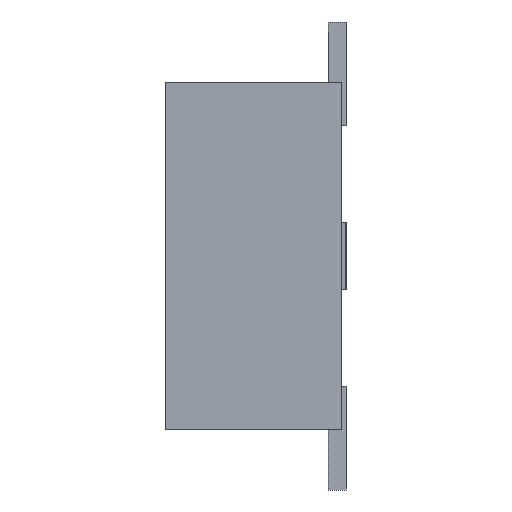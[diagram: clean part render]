
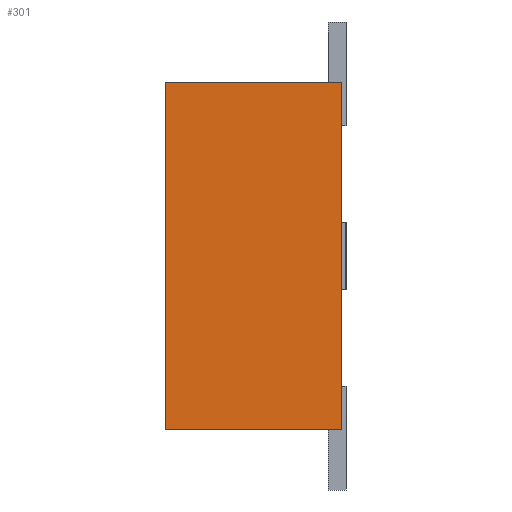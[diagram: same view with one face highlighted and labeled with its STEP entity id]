
A CAD part, left-side view. The second image highlights one B-rep face of the part: STEP entity #301.
In plain terms, the highlighted planar face has unit normal (-1, 0, 0).
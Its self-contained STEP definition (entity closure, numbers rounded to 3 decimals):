
#301=ADVANCED_FACE('',(#864),#865,.T.);
#864=FACE_OUTER_BOUND('',#1560,.T.);
#865=PLANE('',#1561);
#1560=EDGE_LOOP('',(#3412,#3413,#3414,#3415));
#1561=AXIS2_PLACEMENT_3D('',#3416,#3417,#3418);
#3412=ORIENTED_EDGE('',*,*,#4711,.T.);
#3413=ORIENTED_EDGE('',*,*,#5201,.F.);
#3414=ORIENTED_EDGE('',*,*,#5047,.F.);
#3415=ORIENTED_EDGE('',*,*,#5200,.F.);
#3416=CARTESIAN_POINT('',(-3.13,0.0,0.77));
#3417=DIRECTION('',(-1.0,0.0,0.0));
#3418=DIRECTION('',(0.0,0.0,1.0));
#4711=EDGE_CURVE('',#5721,#5719,#5722,.T.);
#5047=EDGE_CURVE('',#6300,#6302,#6303,.T.);
#5200=EDGE_CURVE('',#5721,#6300,#6536,.T.);
#5201=EDGE_CURVE('',#6302,#5719,#6537,.T.);
#5719=VERTEX_POINT('',#7183);
#5721=VERTEX_POINT('',#7186);
#5722=LINE('',#7187,#7188);
#6300=VERTEX_POINT('',#8100);
#6302=VERTEX_POINT('',#8103);
#6303=LINE('',#8104,#8105);
#6536=LINE('',#8490,#8491);
#6537=LINE('',#8492,#8493);
#7183=CARTESIAN_POINT('',(-3.13,0.0,0.77));
#7186=CARTESIAN_POINT('',(-3.13,0.0,-0.77));
#7187=CARTESIAN_POINT('',(-3.13,0.0,-0.77));
#7188=VECTOR('',#9151,1.54);
#8100=CARTESIAN_POINT('',(-3.13,0.78,-0.77));
#8103=CARTESIAN_POINT('',(-3.13,0.78,0.77));
#8104=CARTESIAN_POINT('',(-3.13,0.78,-0.77));
#8105=VECTOR('',#9487,1.54);
#8490=CARTESIAN_POINT('',(-3.13,0.0,-0.77));
#8491=VECTOR('',#9640,0.78);
#8492=CARTESIAN_POINT('',(-3.13,0.78,0.77));
#8493=VECTOR('',#9641,0.78);
#9151=DIRECTION('',(0.0,0.0,1.0));
#9487=DIRECTION('',(0.0,0.0,1.0));
#9640=DIRECTION('',(0.0,1.0,0.0));
#9641=DIRECTION('',(0.0,-1.0,0.0));
